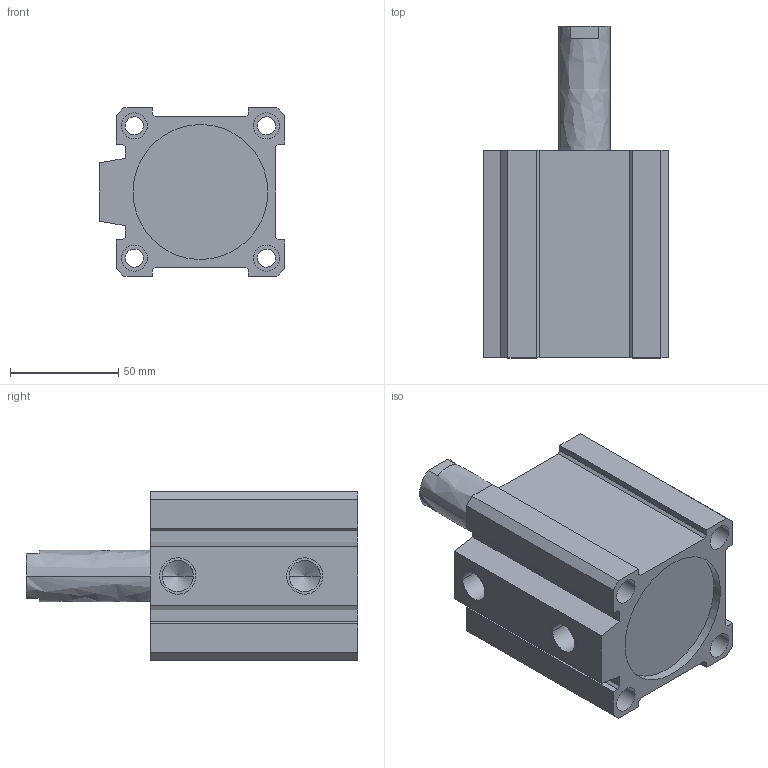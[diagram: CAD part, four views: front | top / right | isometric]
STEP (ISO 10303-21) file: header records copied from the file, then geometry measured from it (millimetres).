
FILE_DESCRIPTION(('FreeCAD Model'),'2;1');
FILE_NAME('Open CASCADE Shape Model','2025-05-09T08:23:20',('FreeCAD'),( 'FreeCAD'),'Open CASCADE STEP processor 7.6','FreeCAD','Unknown');
FILE_SCHEMA(('AUTOMOTIVE_DESIGN { 1 0 10303 214 1 1 1 1 }'));
Length unit declared in the file: millimetre
Products named in the file (1): Open CASCADE STEP translator 7.6 1
Bounding box: 85.67 x 153.37 x 77.89 mm (x, y, z)
Volume: 426943 mm3; surface area: 87848.1 mm2
Topology: 2 solids, 5 shells, 743 faces, 2066 edges, 1373 vertices
Faces by surface type: bspline 743
Entity records: 21720 total; most frequent: CARTESIAN_POINT 9180, ORIENTED_EDGE 4108, EDGE_CURVE 2060, B_SPLINE_CURVE_WITH_KNOTS 1942, VERTEX_POINT 1373, FACE_BOUND 803, EDGE_LOOP 803, ADVANCED_FACE 743
